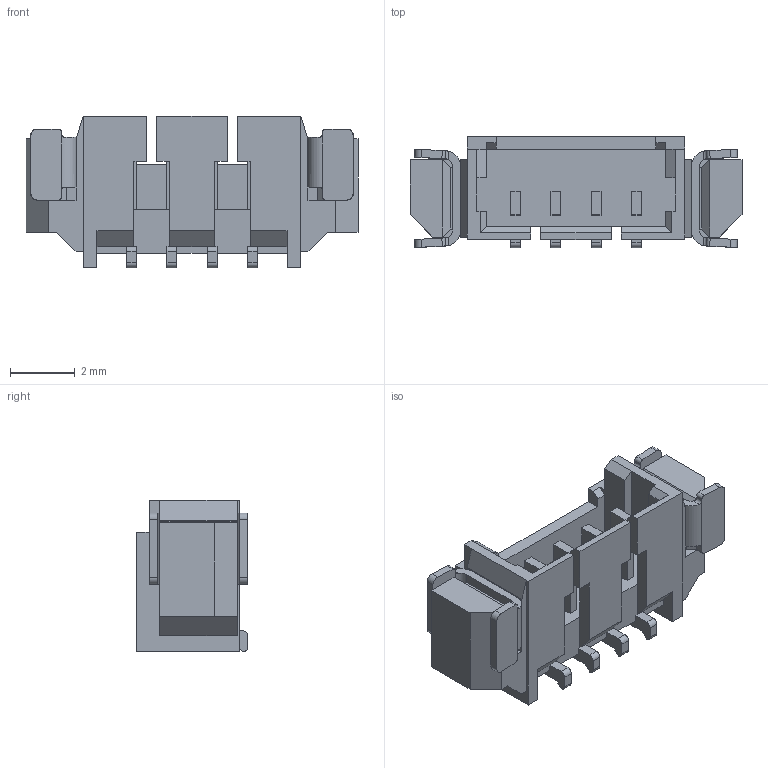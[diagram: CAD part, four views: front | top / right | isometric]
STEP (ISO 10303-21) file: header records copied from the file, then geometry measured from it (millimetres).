
FILE_DESCRIPTION((''),'2;1');
FILE_NAME('C-1734261-4','2008-09-04T',('workeradm'),('Tyco Electronics Corporation'),'PRO/ENGINEER BY PARAMETRIC TECHNOLOGY CORPORATION, 2005450','PRO/ENGINEER BY PARAMETRIC TECHNOLOGY CORPORATION, 2005450','');
FILE_SCHEMA(('CONFIG_CONTROL_DESIGN', 'GEOMETRIC_VALIDATION_PROPERTIES_MIM'));
Length unit declared in the file: millimetre
Products named in the file (1): C-1734261-4
Bounding box: 10.29 x 3.45 x 4.7 mm (x, y, z)
Volume: 75.4 mm3; surface area: 255.1 mm2
Topology: 1 solids, 1 shells, 261 faces, 721 edges, 466 vertices
Faces by surface type: plane 217, cylinder 44
Entity records: 10542 total; most frequent: CARTESIAN_POINT 1571, ORIENTED_EDGE 1442, DIRECTION 1299, PRESENTATION_STYLE_ASSIGNMENT 722, STYLED_ITEM 722, CURVE_STYLE 721, EDGE_CURVE 721, VECTOR 625
